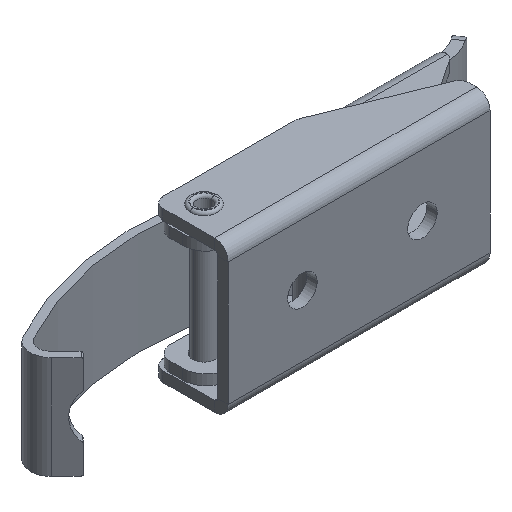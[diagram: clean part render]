
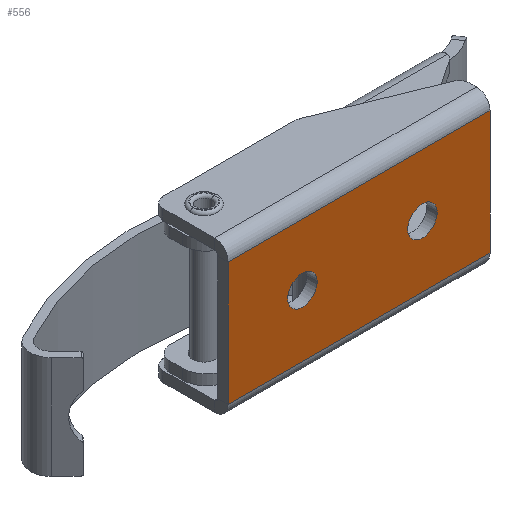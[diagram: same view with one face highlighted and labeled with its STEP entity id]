
A CAD part, isometric view. The second image highlights one B-rep face of the part: STEP entity #556.
In plain terms, the highlighted planar face has unit normal (0, -1, 0).
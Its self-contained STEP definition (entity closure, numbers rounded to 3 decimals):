
#13=CARTESIAN_POINT('',(-8.25,0.,0.));
#14=DIRECTION('',(0.,-1.,0.));
#15=DIRECTION('',(1.,0.,0.));
#16=AXIS2_PLACEMENT_3D('',#13,#14,#15);
#18=CARTESIAN_POINT('',(-8.25,0.,0.));
#19=DIRECTION('',(0.,-1.,0.));
#20=DIRECTION('',(-1.,0.,0.));
#21=AXIS2_PLACEMENT_3D('',#18,#19,#20);
#23=CARTESIAN_POINT('',(9.25,0.,0.));
#24=DIRECTION('',(0.,-1.,0.));
#25=DIRECTION('',(1.,0.,0.));
#26=AXIS2_PLACEMENT_3D('',#23,#24,#25);
#28=CARTESIAN_POINT('',(9.25,0.,0.));
#29=DIRECTION('',(0.,-1.,0.));
#30=DIRECTION('',(-1.,0.,0.));
#31=AXIS2_PLACEMENT_3D('',#28,#29,#30);
#33=DIRECTION('',(0.,0.,-1.));
#34=VECTOR('',#33,18.);
#35=CARTESIAN_POINT('',(-19.1,0.,9.));
#36=LINE('',#35,#34);
#58=DIRECTION('',(1.,0.,0.));
#59=VECTOR('',#58,38.2);
#60=CARTESIAN_POINT('',(-19.1,0.,-9.));
#61=LINE('',#60,#59);
#189=DIRECTION('',(0.,0.,1.));
#190=VECTOR('',#189,18.);
#191=CARTESIAN_POINT('',(19.1,0.,-9.));
#192=LINE('',#191,#190);
#364=DIRECTION('',(1.,0.,0.));
#365=VECTOR('',#364,38.2);
#366=CARTESIAN_POINT('',(-19.1,0.,9.));
#367=LINE('',#366,#365);
#417=CARTESIAN_POINT('',(-6.1,0.,0.));
#418=CARTESIAN_POINT('',(-10.4,0.,0.));
#419=VERTEX_POINT('',#417);
#420=VERTEX_POINT('',#418);
#421=CARTESIAN_POINT('',(11.4,0.,0.));
#422=CARTESIAN_POINT('',(7.1,0.,0.));
#423=VERTEX_POINT('',#421);
#424=VERTEX_POINT('',#422);
#437=CARTESIAN_POINT('',(19.1,0.,9.));
#438=VERTEX_POINT('',#437);
#439=CARTESIAN_POINT('',(-19.1,0.,9.));
#440=VERTEX_POINT('',#439);
#455=CARTESIAN_POINT('',(-19.1,0.,-9.));
#456=VERTEX_POINT('',#455);
#457=CARTESIAN_POINT('',(19.1,0.,-9.));
#458=VERTEX_POINT('',#457);
#529=CARTESIAN_POINT('',(0.,0.,0.));
#530=DIRECTION('',(0.,1.,0.));
#531=DIRECTION('',(1.,0.,0.));
#532=AXIS2_PLACEMENT_3D('',#529,#530,#531);
#533=PLANE('',#532);
#535=ORIENTED_EDGE('',*,*,#534,.F.);
#537=ORIENTED_EDGE('',*,*,#536,.T.);
#539=ORIENTED_EDGE('',*,*,#538,.F.);
#541=ORIENTED_EDGE('',*,*,#540,.F.);
#542=EDGE_LOOP('',(#535,#537,#539,#541));
#543=FACE_OUTER_BOUND('',#542,.F.);
#545=ORIENTED_EDGE('',*,*,#544,.T.);
#547=ORIENTED_EDGE('',*,*,#546,.T.);
#548=EDGE_LOOP('',(#545,#547));
#549=FACE_BOUND('',#548,.F.);
#551=ORIENTED_EDGE('',*,*,#550,.T.);
#553=ORIENTED_EDGE('',*,*,#552,.T.);
#554=EDGE_LOOP('',(#551,#553));
#555=FACE_BOUND('',#554,.F.);
#17=CIRCLE('',#16,2.15);
#22=CIRCLE('',#21,2.15);
#27=CIRCLE('',#26,2.15);
#32=CIRCLE('',#31,2.15);
#534=EDGE_CURVE('',#440,#456,#36,.T.);
#536=EDGE_CURVE('',#440,#438,#367,.T.);
#538=EDGE_CURVE('',#458,#438,#192,.T.);
#540=EDGE_CURVE('',#456,#458,#61,.T.);
#544=EDGE_CURVE('',#419,#420,#17,.T.);
#546=EDGE_CURVE('',#420,#419,#22,.T.);
#550=EDGE_CURVE('',#423,#424,#27,.T.);
#552=EDGE_CURVE('',#424,#423,#32,.T.);
#556=ADVANCED_FACE('',(#543,#549,#555),#533,.F.);
